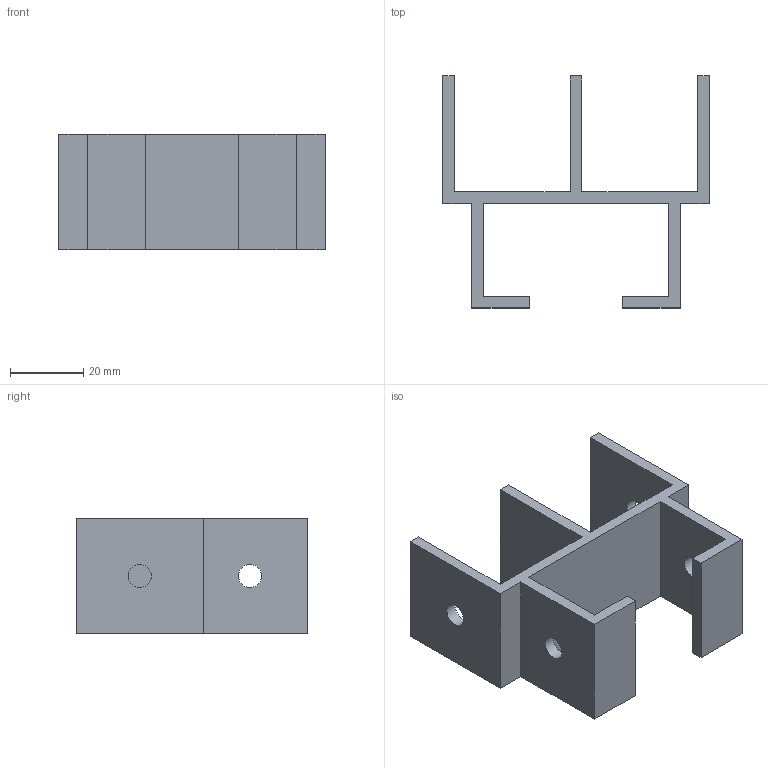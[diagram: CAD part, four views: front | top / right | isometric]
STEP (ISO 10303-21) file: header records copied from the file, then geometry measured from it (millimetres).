
FILE_DESCRIPTION(/* description */ (''),/* implementation_level */ '2;1');
FILE_NAME(/* name */ 'Ball Valve Holder_ipt_1d15ad8f.STEP',/* time_stamp */ '2018-02-13T23:11:11-05:00',/* author */ ('trk49'),/* organization */ (''),/* preprocessor_version */ 'ST-DEVELOPER v16.13',/* originating_system */ 'Autodesk Inventor 2018',/* authorisation */ '');
FILE_SCHEMA (('AUTOMOTIVE_DESIGN { 1 0 10303 214 3 1 1 }'));
Length unit declared in the file: inch
Products named in the file (1): Ball Valve Holder
Bounding box: 73.03 x 63.5 x 31.75 mm (x, y, z)
Volume: 24882.5 mm3; surface area: 17721.7 mm2
Topology: 1 solids, 1 shells, 30 faces, 84 edges, 56 vertices
Faces by surface type: plane 26, cylinder 4
Full cylindrical faces by diameter (mm): 6.35 x4
Entity records: 993 total; most frequent: CARTESIAN_POINT 167, ORIENTED_EDGE 160, DIRECTION 150, EDGE_CURVE 80, LINE 72, VECTOR 72, VERTEX_POINT 56, EDGE_LOOP 42
